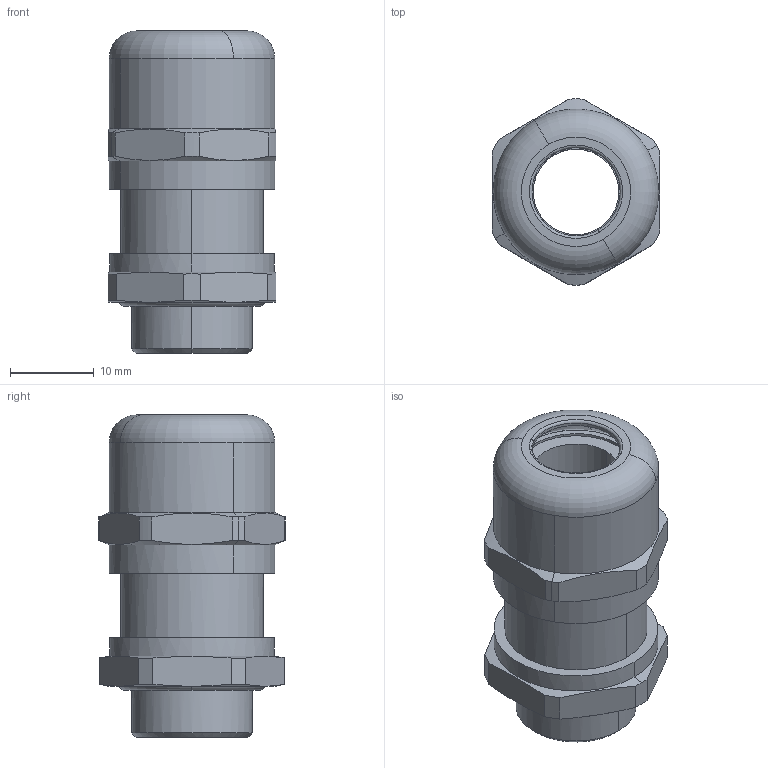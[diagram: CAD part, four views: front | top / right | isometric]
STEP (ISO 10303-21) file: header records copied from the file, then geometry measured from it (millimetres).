
FILE_DESCRIPTION(('CATIA V5R24 STEP','CAx-IF Rec.Pracs.--- Model Styling and Organization---1.2---2011-12-15'),'2;1');
FILE_NAME ('D1462077_0_2435140000_2435140000.stp','2018-03-21T09:05:59+00:00',('none'),('Weidmueller'),'CATIA Version 5-6 Release 2014 SP4 HF52','CATIA V5 STEP AP214','none');
FILE_SCHEMA(('AUTOMOTIVE_DESIGN { 1 0 10303 214 1 1 1 1 }'));
Length unit declared in the file: millimetre
Products named in the file (1): 63076_VG_M16
Bounding box: 20 x 22.16 x 38.38 mm (x, y, z)
Volume: 4620.2 mm3; surface area: 8829.5 mm2
Topology: 5 solids, 5 shells, 165 faces, 426 edges, 280 vertices
Faces by surface type: cylinder 54, plane 49, cone 38, torus 20, bspline 4
Entity records: 7351 total; most frequent: CARTESIAN_POINT 3528, ORIENTED_EDGE 852, DIRECTION 624, EDGE_CURVE 426, AXIS2_PLACEMENT_3D 346, VERTEX_POINT 280, CIRCLE 191, EDGE_LOOP 184
